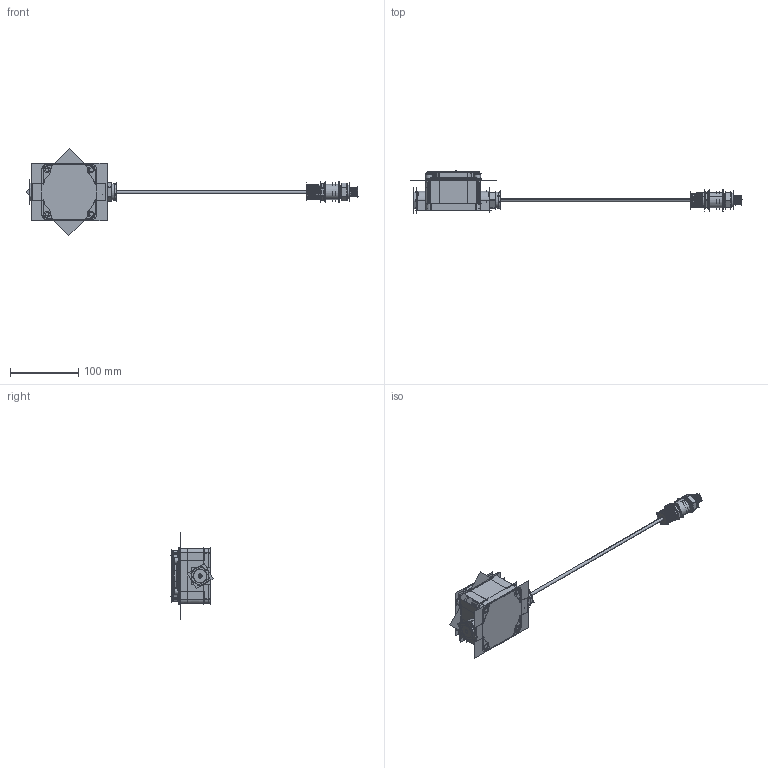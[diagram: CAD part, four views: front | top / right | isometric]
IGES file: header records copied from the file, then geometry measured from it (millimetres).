
Start section:  PTC IGES file: 209930.igs
Global section: file name: 209930.igs; native system: Creo Parametric by PTC Inc.; preprocessor: 2018300; author: pdmadmin; organization: Unknown; date: 20190222.123752; units: millimetre
Bounding box: 486.57 x 61.76 x 126.69 mm (x, y, z)
Volume: 142932.7 mm3; surface area: 643813.6 mm2
Topology: 17 solids, 21 shells, 2466 faces, 12755 edges, 16407 vertices
Faces by surface type: revolution 1592, bspline 874
